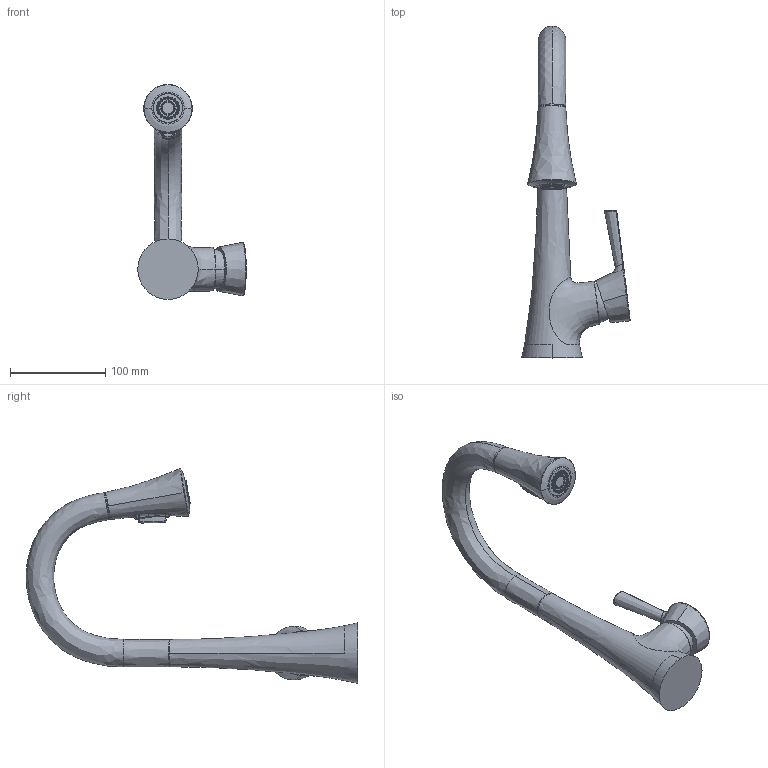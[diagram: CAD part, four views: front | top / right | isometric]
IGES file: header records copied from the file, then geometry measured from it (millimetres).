
Start section:  PTC IGES file: 2500-5223.igs
Global section: file name: 2500-5223.igs; native system: Creo Parametric by PTC Inc.; preprocessor: 2018400; author: jinson.thomas; organization: Unknown; date: 20210408.105525; units: inch
Bounding box: 113.89 x 348.42 x 225.54 mm (x, y, z)
Volume: 684001.8 mm3; surface area: 82628.2 mm2
Topology: 2 solids, 2 shells, 278 faces, 601 edges, 364 vertices
Faces by surface type: revolution 172, bspline 106
